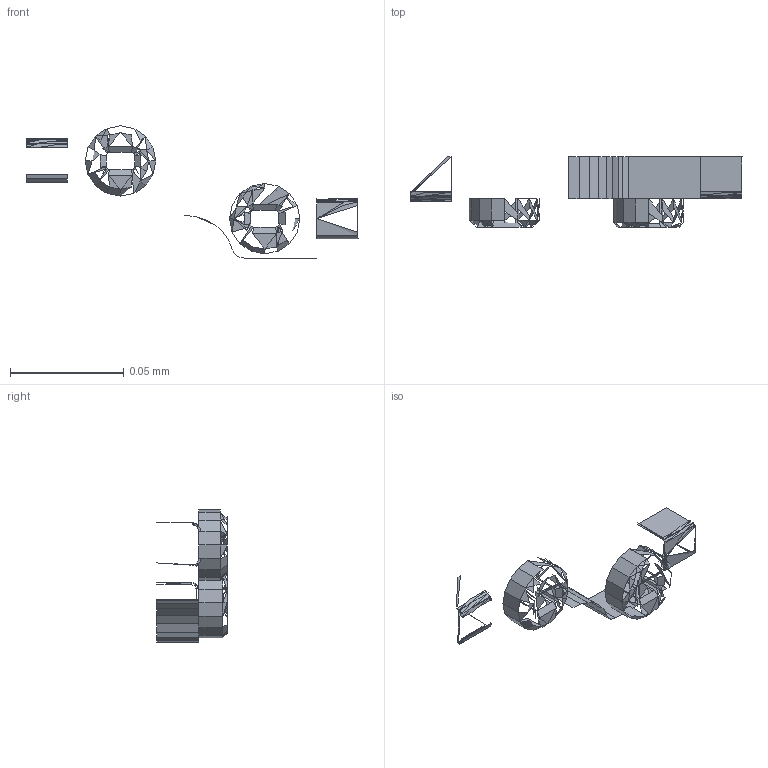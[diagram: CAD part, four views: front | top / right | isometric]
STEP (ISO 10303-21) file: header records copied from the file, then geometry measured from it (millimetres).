
FILE_DESCRIPTION(('STEP AP214'),'1');
FILE_NAME('kailh.stp','2022-08-19T00:14:28',(' '),(' '),'Spatial InterOp 3D',' ',' ');
FILE_SCHEMA(('automotive_design'));
Length unit declared in the file: metre
Products named in the file (1): Root
Bounding box: 0.15 x 0.03 x 0.06 mm (x, y, z)
Surface area: 0 mm2 (no closed solid volume)
Topology: 0 solids, 317 shells, 317 faces, 1088 edges, 276 vertices
Faces by surface type: plane 317
Entity records: 11781 total; most frequent: DIRECTION 1814, ORIENTED_EDGE 1178, EDGE_CURVE 1178, LINE 1178, VECTOR 1178, CARTESIAN_POINT 557, VERTEX_POINT 556, AXIS2_PLACEMENT_3D 318
